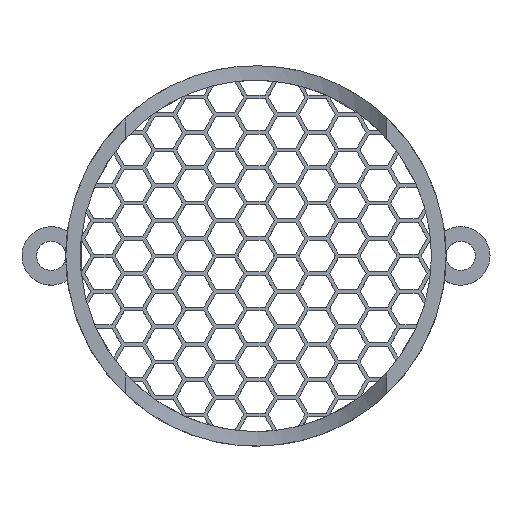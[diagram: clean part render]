
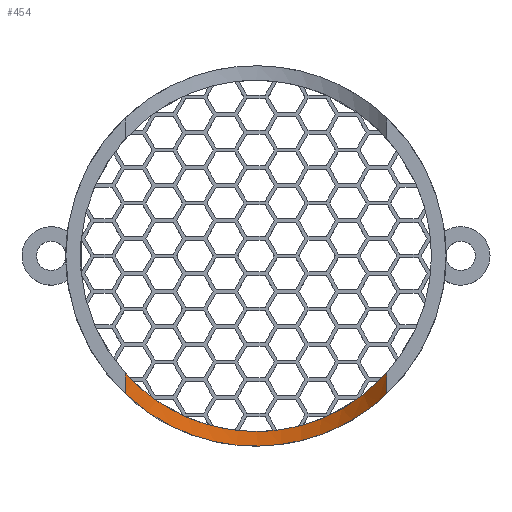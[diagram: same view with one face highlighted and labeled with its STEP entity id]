
A CAD part, top view. The second image highlights one B-rep face of the part: STEP entity #454.
In plain terms, the highlighted cylindrical face has radius 24 mm (diameter 48 mm), a partial arc.
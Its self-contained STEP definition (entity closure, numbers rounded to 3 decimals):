
#146 = VERTEX_POINT('',#147);
#147 = CARTESIAN_POINT('',(-17.889,-18.868,20.));
#154 = EDGE_CURVE('',#146,#155,#157,.T.);
#155 = VERTEX_POINT('',#156);
#156 = CARTESIAN_POINT('',(17.889,-18.868,20.));
#157 = B_SPLINE_CURVE_WITH_KNOTS('',8,(#158,#159,#160,#161,#162,#163,
    #164,#165,#166,#167,#168,#169,#170,#171,#172,#173,#174,#175,#176,
    #177,#178,#179,#180,#181,#182,#183,#184,#185,#186,#187,#188,#189,
    #190,#191,#192,#193,#194,#195,#196,#197,#198,#199,#200,#201,#202,
    #203,#204,#205,#206,#207,#208,#209,#210,#211,#212,#213,#214,#215),
  .UNSPECIFIED.,.F.,.F.,(9,7,7,7,7,7,7,7,9),(0.,0.308,
    0.384,0.423,0.501,0.577,
    0.616,0.691,1.),.UNSPECIFIED.);
#158 = CARTESIAN_POINT('',(-17.889,-18.868,20.));
#159 = CARTESIAN_POINT('',(-17.06,-19.654,
    19.073));
#160 = CARTESIAN_POINT('',(-16.159,-20.429,
    18.177));
#161 = CARTESIAN_POINT('',(-15.178,-21.19,
    17.309));
#162 = CARTESIAN_POINT('',(-14.108,-21.932,
    16.472));
#163 = CARTESIAN_POINT('',(-12.938,-22.648,
    15.674));
#164 = CARTESIAN_POINT('',(-11.658,-23.324,
    14.925));
#165 = CARTESIAN_POINT('',(-10.26,-23.945,
    14.242));
#166 = CARTESIAN_POINT('',(-8.364,-24.621,
    13.501));
#167 = CARTESIAN_POINT('',(-7.984,-24.749,
    13.361));
#168 = CARTESIAN_POINT('',(-7.597,-24.873,
    13.226));
#169 = CARTESIAN_POINT('',(-7.202,-24.991,
    13.097));
#170 = CARTESIAN_POINT('',(-6.799,-25.103,
    12.975));
#171 = CARTESIAN_POINT('',(-6.39,-25.209,
    12.859));
#172 = CARTESIAN_POINT('',(-5.974,-25.308,
    12.751));
#173 = CARTESIAN_POINT('',(-5.331,-25.448,
    12.599));
#174 = CARTESIAN_POINT('',(-5.111,-25.494,
    12.549));
#175 = CARTESIAN_POINT('',(-4.889,-25.538,
    12.501));
#176 = CARTESIAN_POINT('',(-4.665,-25.58,
    12.455));
#177 = CARTESIAN_POINT('',(-4.439,-25.62,
    12.412));
#178 = CARTESIAN_POINT('',(-4.212,-25.658,
    12.371));
#179 = CARTESIAN_POINT('',(-3.984,-25.694,
    12.332));
#180 = CARTESIAN_POINT('',(-3.291,-25.795,
    12.222));
#181 = CARTESIAN_POINT('',(-2.821,-25.854,
    12.158));
#182 = CARTESIAN_POINT('',(-2.347,-25.903,
    12.105));
#183 = CARTESIAN_POINT('',(-1.869,-25.943,
    12.062));
#184 = CARTESIAN_POINT('',(-1.387,-25.973,
    12.03));
#185 = CARTESIAN_POINT('',(-0.904,-25.992,12.009
    ));
#186 = CARTESIAN_POINT('',(-0.419,-26.001,
    11.999));
#187 = CARTESIAN_POINT('',(0.534,-25.999,
    12.001));
#188 = CARTESIAN_POINT('',(1.002,-25.988,
    12.013));
#189 = CARTESIAN_POINT('',(1.469,-25.967,
    12.035));
#190 = CARTESIAN_POINT('',(1.934,-25.938,
    12.068));
#191 = CARTESIAN_POINT('',(2.396,-25.898,
    12.11));
#192 = CARTESIAN_POINT('',(2.854,-25.85,
    12.163));
#193 = CARTESIAN_POINT('',(3.307,-25.793,12.225
    ));
#194 = CARTESIAN_POINT('',(3.984,-25.694,
    12.332));
#195 = CARTESIAN_POINT('',(4.211,-25.658,
    12.37));
#196 = CARTESIAN_POINT('',(4.437,-25.621,
    12.411));
#197 = CARTESIAN_POINT('',(4.662,-25.581,
    12.455));
#198 = CARTESIAN_POINT('',(4.885,-25.539,
    12.5));
#199 = CARTESIAN_POINT('',(5.106,-25.495,12.548
    ));
#200 = CARTESIAN_POINT('',(5.325,-25.45,
    12.597));
#201 = CARTESIAN_POINT('',(5.963,-25.311,
    12.749));
#202 = CARTESIAN_POINT('',(6.377,-25.212,
    12.856));
#203 = CARTESIAN_POINT('',(6.784,-25.107,
    12.97));
#204 = CARTESIAN_POINT('',(7.183,-24.996,13.092
    ));
#205 = CARTESIAN_POINT('',(7.576,-24.879,
    13.219));
#206 = CARTESIAN_POINT('',(7.961,-24.757,
    13.353));
#207 = CARTESIAN_POINT('',(8.339,-24.63,
    13.492));
#208 = CARTESIAN_POINT('',(10.237,-23.955,
    14.231));
#209 = CARTESIAN_POINT('',(11.64,-23.333,
    14.915));
#210 = CARTESIAN_POINT('',(12.924,-22.656,
    15.665));
#211 = CARTESIAN_POINT('',(14.098,-21.939,
    16.465));
#212 = CARTESIAN_POINT('',(15.172,-21.195,
    17.303));
#213 = CARTESIAN_POINT('',(16.155,-20.432,
    18.173));
#214 = CARTESIAN_POINT('',(17.058,-19.656,
    19.071));
#215 = CARTESIAN_POINT('',(17.889,-18.868,20.));
#436 = VERTEX_POINT('',#437);
#437 = CARTESIAN_POINT('',(17.889,-16.,20.));
#444 = EDGE_CURVE('',#155,#436,#445,.T.);
#445 = LINE('',#446,#447);
#446 = CARTESIAN_POINT('',(17.889,29.,20.));
#447 = VECTOR('',#448,1.);
#448 = DIRECTION('',(0.,1.,0.));
#454 = ADVANCED_FACE('',(#455),#483,.F.);
#455 = FACE_BOUND('',#456,.T.);
#456 = EDGE_LOOP('',(#457,#458,#467,#476,#482));
#457 = ORIENTED_EDGE('',*,*,#444,.T.);
#458 = ORIENTED_EDGE('',*,*,#459,.T.);
#459 = EDGE_CURVE('',#436,#460,#462,.T.);
#460 = VERTEX_POINT('',#461);
#461 = CARTESIAN_POINT('',(0.,-24.,12.));
#462 = ELLIPSE('',#463,33.941,24.);
#463 = AXIS2_PLACEMENT_3D('',#464,#465,#466);
#464 = CARTESIAN_POINT('',(0.,0.,36.));
#465 = DIRECTION('',(0.,0.707,-0.707));
#466 = DIRECTION('',(0.,-0.707,-0.707));
#467 = ORIENTED_EDGE('',*,*,#468,.T.);
#468 = EDGE_CURVE('',#460,#469,#471,.T.);
#469 = VERTEX_POINT('',#470);
#470 = CARTESIAN_POINT('',(-17.889,-16.,20.));
#471 = ELLIPSE('',#472,33.941,24.);
#472 = AXIS2_PLACEMENT_3D('',#473,#474,#475);
#473 = CARTESIAN_POINT('',(0.,0.,36.));
#474 = DIRECTION('',(0.,0.707,-0.707));
#475 = DIRECTION('',(0.,-0.707,-0.707));
#476 = ORIENTED_EDGE('',*,*,#477,.F.);
#477 = EDGE_CURVE('',#146,#469,#478,.T.);
#478 = LINE('',#479,#480);
#479 = CARTESIAN_POINT('',(-17.889,29.,20.));
#480 = VECTOR('',#481,1.);
#481 = DIRECTION('',(0.,1.,0.));
#482 = ORIENTED_EDGE('',*,*,#154,.T.);
#483 = CYLINDRICAL_SURFACE('',#484,24.);
#484 = AXIS2_PLACEMENT_3D('',#485,#486,#487);
#485 = CARTESIAN_POINT('',(0.,29.,36.));
#486 = DIRECTION('',(-0.,1.,0.));
#487 = DIRECTION('',(1.,0.,0.));
